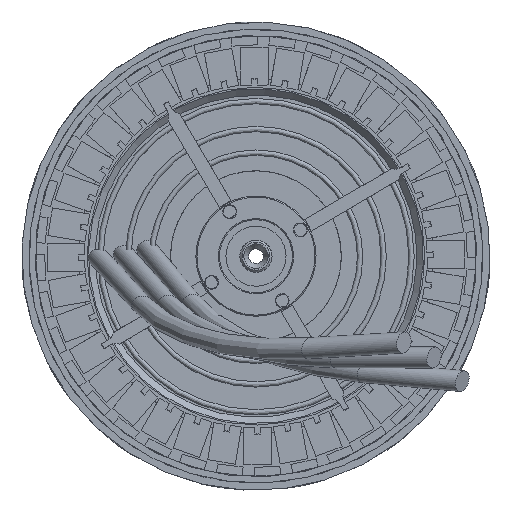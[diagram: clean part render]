
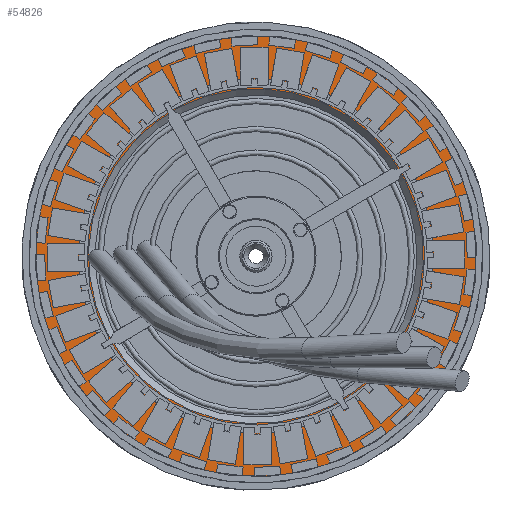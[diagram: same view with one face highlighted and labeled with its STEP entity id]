
A CAD part, left-side view. The second image highlights one B-rep face of the part: STEP entity #54826.
In plain terms, the highlighted planar face has unit normal (-1, 0, 0).
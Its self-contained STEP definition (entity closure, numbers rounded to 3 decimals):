
#54163 = CONICAL_SURFACE('',#54164,104.5,0.785);
#54164 = AXIS2_PLACEMENT_3D('',#54165,#54166,#54167);
#54165 = CARTESIAN_POINT('',(21.496,1.173,
    2.116));
#54166 = DIRECTION('',(-1.,0.,0.));
#54167 = DIRECTION('',(0.,0.732,0.682)
  );
#54370 = VERTEX_POINT('',#54371);
#54371 = CARTESIAN_POINT('',(22.997,76.538,
    72.324));
#54392 = EDGE_CURVE('',#54370,#54370,#54393,.T.);
#54393 = SURFACE_CURVE('',#54394,(#54399,#54406),.PCURVE_S1.);
#54394 = CIRCLE('',#54395,103.);
#54395 = AXIS2_PLACEMENT_3D('',#54396,#54397,#54398);
#54396 = CARTESIAN_POINT('',(22.996,1.173,
    2.116));
#54397 = DIRECTION('',(1.,0.,0.));
#54398 = DIRECTION('',(0.,0.732,0.682)
  );
#54399 = PCURVE('',#54163,#54400);
#54400 = DEFINITIONAL_REPRESENTATION('',(#54401),#54405);
#54401 = LINE('',#54402,#54403);
#54402 = CARTESIAN_POINT('',(-0.,-1.5));
#54403 = VECTOR('',#54404,1.);
#54404 = DIRECTION('',(-1.,-0.));
#54405 = ( GEOMETRIC_REPRESENTATION_CONTEXT(2) 
PARAMETRIC_REPRESENTATION_CONTEXT() REPRESENTATION_CONTEXT('2D SPACE',''
  ) );
#54406 = PCURVE('',#54407,#54412);
#54407 = PLANE('',#54408);
#54408 = AXIS2_PLACEMENT_3D('',#54409,#54410,#54411);
#54409 = CARTESIAN_POINT('',(22.996,1.173,
    2.116));
#54410 = DIRECTION('',(1.,0.,0.));
#54411 = DIRECTION('',(0.,0.732,0.682)
  );
#54412 = DEFINITIONAL_REPRESENTATION('',(#54413),#54417);
#54413 = CIRCLE('',#54414,103.);
#54414 = AXIS2_PLACEMENT_2D('',#54415,#54416);
#54415 = CARTESIAN_POINT('',(0.,0.));
#54416 = DIRECTION('',(1.,0.));
#54417 = ( GEOMETRIC_REPRESENTATION_CONTEXT(2) 
PARAMETRIC_REPRESENTATION_CONTEXT() REPRESENTATION_CONTEXT('2D SPACE',''
  ) );
#54826 = ADVANCED_FACE('',(#54827,#54830),#54407,.F.);
#54827 = FACE_BOUND('',#54828,.F.);
#54828 = EDGE_LOOP('',(#54829));
#54829 = ORIENTED_EDGE('',*,*,#54392,.T.);
#54830 = FACE_BOUND('',#54831,.F.);
#54831 = EDGE_LOOP('',(#54832));
#54832 = ORIENTED_EDGE('',*,*,#54833,.F.);
#54833 = EDGE_CURVE('',#54834,#54834,#54836,.T.);
#54834 = VERTEX_POINT('',#54835);
#54835 = CARTESIAN_POINT('',(22.997,58.246,
    55.284));
#54836 = SURFACE_CURVE('',#54837,(#54842,#54849),.PCURVE_S1.);
#54837 = CIRCLE('',#54838,78.);
#54838 = AXIS2_PLACEMENT_3D('',#54839,#54840,#54841);
#54839 = CARTESIAN_POINT('',(22.996,1.173,
    2.116));
#54840 = DIRECTION('',(1.,0.,0.));
#54841 = DIRECTION('',(0.,0.732,0.682)
  );
#54842 = PCURVE('',#54407,#54843);
#54843 = DEFINITIONAL_REPRESENTATION('',(#54844),#54848);
#54844 = CIRCLE('',#54845,78.);
#54845 = AXIS2_PLACEMENT_2D('',#54846,#54847);
#54846 = CARTESIAN_POINT('',(0.,0.));
#54847 = DIRECTION('',(1.,0.));
#54848 = ( GEOMETRIC_REPRESENTATION_CONTEXT(2) 
PARAMETRIC_REPRESENTATION_CONTEXT() REPRESENTATION_CONTEXT('2D SPACE',''
  ) );
#54849 = PCURVE('',#54850,#54855);
#54850 = CYLINDRICAL_SURFACE('',#54851,78.);
#54851 = AXIS2_PLACEMENT_3D('',#54852,#54853,#54854);
#54852 = CARTESIAN_POINT('',(12.996,1.173,
    2.116));
#54853 = DIRECTION('',(1.,0.,0.));
#54854 = DIRECTION('',(0.,0.732,0.682)
  );
#54855 = DEFINITIONAL_REPRESENTATION('',(#54856),#54860);
#54856 = LINE('',#54857,#54858);
#54857 = CARTESIAN_POINT('',(0.,10.));
#54858 = VECTOR('',#54859,1.);
#54859 = DIRECTION('',(1.,0.));
#54860 = ( GEOMETRIC_REPRESENTATION_CONTEXT(2) 
PARAMETRIC_REPRESENTATION_CONTEXT() REPRESENTATION_CONTEXT('2D SPACE',''
  ) );
